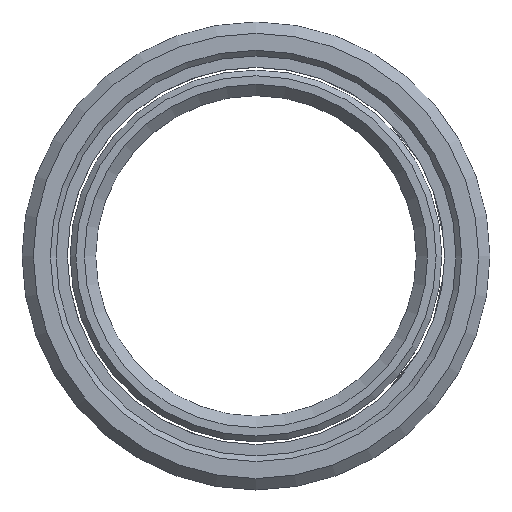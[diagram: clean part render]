
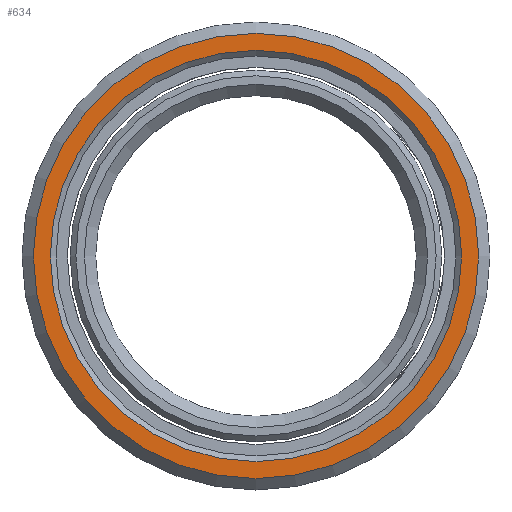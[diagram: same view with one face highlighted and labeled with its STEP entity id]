
A CAD part, top view. The second image highlights one B-rep face of the part: STEP entity #634.
In plain terms, the highlighted planar face has unit normal (0, 0, 1).
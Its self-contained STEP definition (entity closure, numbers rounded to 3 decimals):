
#75=FACE_BOUND('',#167,.T.);
#99=PLANE('',#711);
#123=FACE_OUTER_BOUND('',#166,.T.);
#166=EDGE_LOOP('',(#500));
#167=EDGE_LOOP('',(#501));
#274=CIRCLE('',#709,18.15);
#276=CIRCLE('',#712,19.65);
#306=VERTEX_POINT('',#982);
#308=VERTEX_POINT('',#988);
#378=EDGE_CURVE('',#306,#306,#274,.T.);
#381=EDGE_CURVE('',#308,#308,#276,.T.);
#500=ORIENTED_EDGE('',*,*,#381,.F.);
#501=ORIENTED_EDGE('',*,*,#378,.F.);
#634=ADVANCED_FACE('',(#123,#75),#99,.T.);
#709=AXIS2_PLACEMENT_3D('',#983,#833,#834);
#711=AXIS2_PLACEMENT_3D('',#987,#838,#839);
#712=AXIS2_PLACEMENT_3D('',#989,#840,#841);
#833=DIRECTION('center_axis',(0.,0.,1.));
#834=DIRECTION('ref_axis',(1.,0.,0.));
#838=DIRECTION('center_axis',(0.,0.,1.));
#839=DIRECTION('ref_axis',(1.,0.,0.));
#840=DIRECTION('center_axis',(0.,0.,-1.));
#841=DIRECTION('ref_axis',(1.,0.,0.));
#982=CARTESIAN_POINT('',(-18.15,0.,5.));
#983=CARTESIAN_POINT('Origin',(0.,0.,5.));
#987=CARTESIAN_POINT('Origin',(0.,0.,5.));
#988=CARTESIAN_POINT('',(-19.65,0.,5.));
#989=CARTESIAN_POINT('Origin',(0.,0.,5.));
